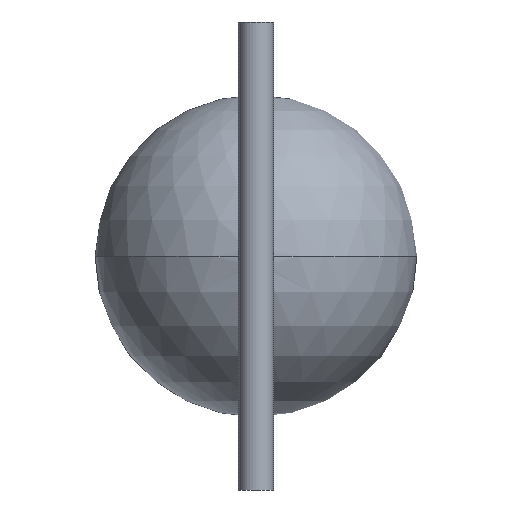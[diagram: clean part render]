
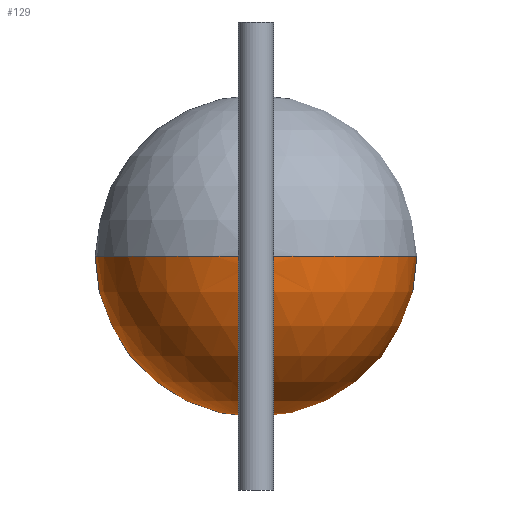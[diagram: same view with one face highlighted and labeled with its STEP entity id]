
A CAD part, front view. The second image highlights one B-rep face of the part: STEP entity #129.
In plain terms, the highlighted spherical face has radius 27.5 mm.
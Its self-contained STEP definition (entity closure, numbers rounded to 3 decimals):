
#9 = VERTEX_POINT ( 'NONE', #78 ) ;
#15 = DIRECTION ( 'NONE',  ( 1., 0., 0. ) ) ;
#17 = CIRCLE ( 'NONE', #69, 27.5 ) ;
#19 = CARTESIAN_POINT ( 'NONE',  ( 0., 172.664, -3. ) ) ;
#23 = AXIS2_PLACEMENT_3D ( 'NONE', #151, #107, #110 ) ;
#27 = EDGE_CURVE ( 'NONE', #90, #9, #17, .T. ) ;
#36 = CIRCLE ( 'NONE', #290, 3. ) ;
#46 = DIRECTION ( 'NONE',  ( 0., 0., 1. ) ) ;
#50 = EDGE_CURVE ( 'NONE', #61, #90, #36, .T. ) ;
#54 = DIRECTION ( 'NONE',  ( 0., 1., 0. ) ) ;
#61 = VERTEX_POINT ( 'NONE', #19 ) ;
#69 = AXIS2_PLACEMENT_3D ( 'NONE', #318, #345, #312 ) ;
#73 = DIRECTION ( 'NONE',  ( 0., 1., 0. ) ) ;
#78 = CARTESIAN_POINT ( 'NONE',  ( -27.5, 200., 0. ) ) ;
#90 = VERTEX_POINT ( 'NONE', #154 ) ;
#91 = EDGE_CURVE ( 'NONE', #247, #9, #132, .T. ) ;
#97 = CIRCLE ( 'NONE', #335, 27.5 ) ;
#103 = CARTESIAN_POINT ( 'NONE',  ( 0., 172.664, 0. ) ) ;
#107 = DIRECTION ( 'NONE',  ( 0., 0., -1. ) ) ;
#110 = DIRECTION ( 'NONE',  ( 0., 1., 0. ) ) ;
#126 = EDGE_CURVE ( 'NONE', #331, #61, #158, .T. ) ;
#129 = ADVANCED_FACE ( 'NONE', ( #233 ), #230, .T. ) ;
#132 = CIRCLE ( 'NONE', #309, 27.5 ) ;
#149 = CARTESIAN_POINT ( 'NONE',  ( 0., 200., 0. ) ) ;
#151 = CARTESIAN_POINT ( 'NONE',  ( 0., 200., 0. ) ) ;
#154 = CARTESIAN_POINT ( 'NONE',  ( -3., 172.664, 0. ) ) ;
#157 = CARTESIAN_POINT ( 'NONE',  ( 3., 172.664, 0. ) ) ;
#158 = CIRCLE ( 'NONE', #322, 3. ) ;
#172 = ORIENTED_EDGE ( 'NONE', *, *, #126, .T. ) ;
#193 = ORIENTED_EDGE ( 'NONE', *, *, #339, .T. ) ;
#197 = ORIENTED_EDGE ( 'NONE', *, *, #27, .T. ) ;
#199 = DIRECTION ( 'NONE',  ( 0., 1., 0. ) ) ;
#218 = EDGE_LOOP ( 'NONE', ( #245, #193, #172, #304, #197 ) ) ;
#230 = SPHERICAL_SURFACE ( 'NONE', #23, 27.5 ) ;
#233 = FACE_OUTER_BOUND ( 'NONE', #218, .T. ) ;
#245 = ORIENTED_EDGE ( 'NONE', *, *, #91, .F. ) ;
#247 = VERTEX_POINT ( 'NONE', #327 ) ;
#262 = DIRECTION ( 'NONE',  ( 0., 0., 1. ) ) ;
#284 = DIRECTION ( 'NONE',  ( 0., 0., 1. ) ) ;
#285 = CARTESIAN_POINT ( 'NONE',  ( 0., 172.664, 0. ) ) ;
#290 = AXIS2_PLACEMENT_3D ( 'NONE', #103, #73, #262 ) ;
#291 = DIRECTION ( 'NONE',  ( 0., 0., -1. ) ) ;
#304 = ORIENTED_EDGE ( 'NONE', *, *, #50, .T. ) ;
#309 = AXIS2_PLACEMENT_3D ( 'NONE', #149, #284, #15 ) ;
#312 = DIRECTION ( 'NONE',  ( 0., 1., 0. ) ) ;
#318 = CARTESIAN_POINT ( 'NONE',  ( 0., 200., 0. ) ) ;
#321 = CARTESIAN_POINT ( 'NONE',  ( 0., 200., 0. ) ) ;
#322 = AXIS2_PLACEMENT_3D ( 'NONE', #285, #199, #46 ) ;
#327 = CARTESIAN_POINT ( 'NONE',  ( 27.5, 200., 0. ) ) ;
#331 = VERTEX_POINT ( 'NONE', #157 ) ;
#335 = AXIS2_PLACEMENT_3D ( 'NONE', #321, #291, #54 ) ;
#339 = EDGE_CURVE ( 'NONE', #247, #331, #97, .T. ) ;
#345 = DIRECTION ( 'NONE',  ( 0., 0., -1. ) ) ;
